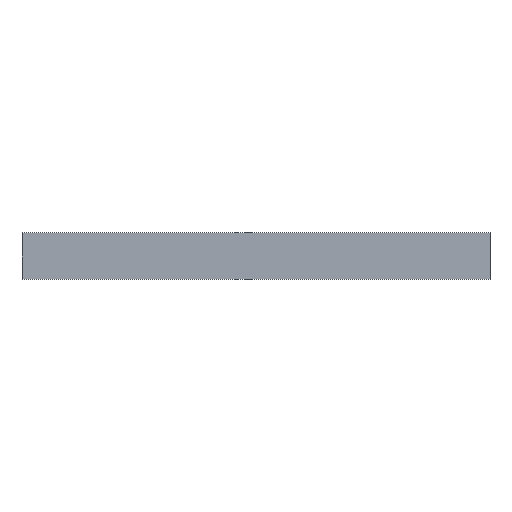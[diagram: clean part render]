
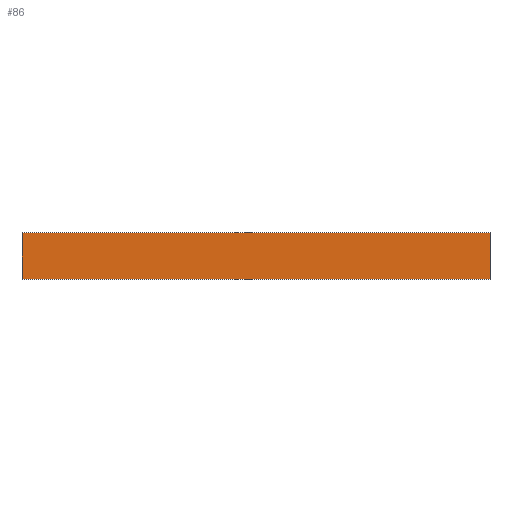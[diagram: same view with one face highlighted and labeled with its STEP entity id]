
A CAD part, top view. The second image highlights one B-rep face of the part: STEP entity #86.
In plain terms, the highlighted planar face has unit normal (0, 0, 1).
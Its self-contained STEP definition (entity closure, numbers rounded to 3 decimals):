
#6 = DIRECTION ( 'NONE',  ( 0., -1., 0. ) ) ;
#8 = VECTOR ( 'NONE', #44, 1000. ) ;
#16 = ORIENTED_EDGE ( 'NONE', *, *, #25, .T. ) ;
#20 = CARTESIAN_POINT ( 'NONE',  ( 50., -5., 0.05 ) ) ;
#25 = EDGE_CURVE ( 'NONE', #199, #84, #146, .T. ) ;
#41 = FACE_OUTER_BOUND ( 'NONE', #192, .T. ) ;
#44 = DIRECTION ( 'NONE',  ( 1., 0., 0. ) ) ;
#50 = CARTESIAN_POINT ( 'NONE',  ( -50., -5., 0.05 ) ) ;
#64 = AXIS2_PLACEMENT_3D ( 'NONE', #105, #211, #234 ) ;
#68 = DIRECTION ( 'NONE',  ( -1., 0., 0. ) ) ;
#73 = VECTOR ( 'NONE', #6, 1000. ) ;
#74 = ORIENTED_EDGE ( 'NONE', *, *, #210, .T. ) ;
#80 = LINE ( 'NONE', #50, #73 ) ;
#83 = VECTOR ( 'NONE', #68, 1000. ) ;
#84 = VERTEX_POINT ( 'NONE', #209 ) ;
#86 = ADVANCED_FACE ( 'NONE', ( #41 ), #90, .F. ) ;
#90 = PLANE ( 'NONE',  #64 ) ;
#93 = EDGE_CURVE ( 'NONE', #84, #145, #80, .T. ) ;
#105 = CARTESIAN_POINT ( 'NONE',  ( 0., 0., 0.05 ) ) ;
#112 = VECTOR ( 'NONE', #118, 1000. ) ;
#118 = DIRECTION ( 'NONE',  ( 0., 1., 0. ) ) ;
#145 = VERTEX_POINT ( 'NONE', #163 ) ;
#146 = LINE ( 'NONE', #174, #83 ) ;
#153 = VERTEX_POINT ( 'NONE', #20 ) ;
#163 = CARTESIAN_POINT ( 'NONE',  ( -50., -5., 0.05 ) ) ;
#164 = CARTESIAN_POINT ( 'NONE',  ( 50., -5., 0.05 ) ) ;
#174 = CARTESIAN_POINT ( 'NONE',  ( -50., 5., 0.05 ) ) ;
#189 = ORIENTED_EDGE ( 'NONE', *, *, #223, .T. ) ;
#192 = EDGE_LOOP ( 'NONE', ( #189, #16, #215, #74 ) ) ;
#199 = VERTEX_POINT ( 'NONE', #222 ) ;
#209 = CARTESIAN_POINT ( 'NONE',  ( -50., 5., 0.05 ) ) ;
#210 = EDGE_CURVE ( 'NONE', #145, #153, #214, .T. ) ;
#211 = DIRECTION ( 'NONE',  ( 0., 0., -1. ) ) ;
#214 = LINE ( 'NONE', #219, #8 ) ;
#215 = ORIENTED_EDGE ( 'NONE', *, *, #93, .T. ) ;
#219 = CARTESIAN_POINT ( 'NONE',  ( -50., -5., 0.05 ) ) ;
#222 = CARTESIAN_POINT ( 'NONE',  ( 50., 5., 0.05 ) ) ;
#223 = EDGE_CURVE ( 'NONE', #153, #199, #237, .T. ) ;
#234 = DIRECTION ( 'NONE',  ( -1., 0., 0. ) ) ;
#237 = LINE ( 'NONE', #164, #112 ) ;
